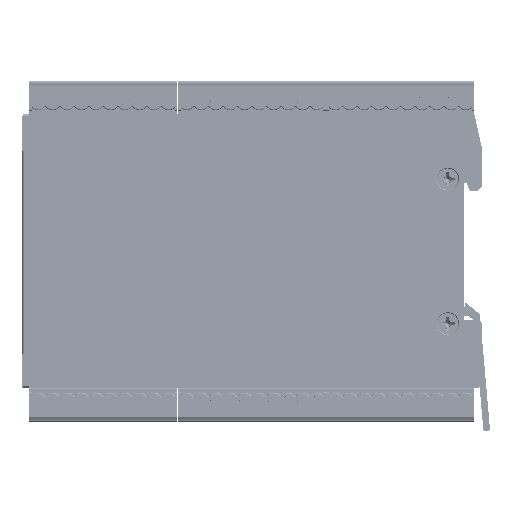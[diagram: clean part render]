
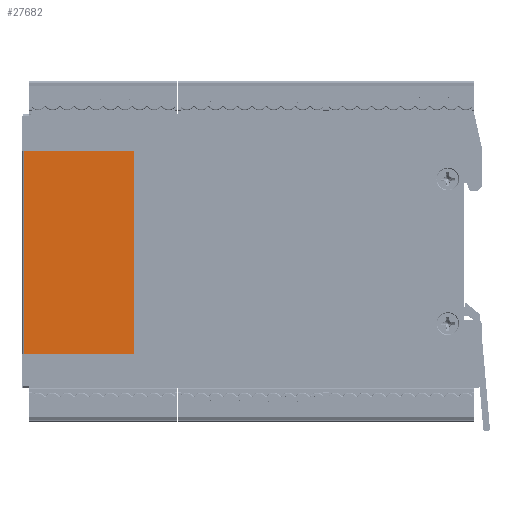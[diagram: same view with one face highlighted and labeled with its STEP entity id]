
A CAD part, top view. The second image highlights one B-rep face of the part: STEP entity #27682.
In plain terms, the highlighted face is planar.
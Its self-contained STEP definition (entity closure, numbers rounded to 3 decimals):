
#1977=PLANE('',#30154);
#3527=FACE_OUTER_BOUND('',#5226,.T.);
#5226=EDGE_LOOP('',(#25603,#25604,#25605,#25606));
#7911=LINE('',#59422,#10702);
#7914=LINE('',#59429,#10705);
#7917=LINE('',#59434,#10708);
#8023=LINE('',#59652,#10814);
#10702=VECTOR('',#37384,10.);
#10705=VECTOR('',#37391,10.);
#10708=VECTOR('',#37396,10.);
#10814=VECTOR('',#37540,10.);
#14016=VERTEX_POINT('',#59413);
#14019=VERTEX_POINT('',#59421);
#14021=VERTEX_POINT('',#59428);
#14022=VERTEX_POINT('',#59432);
#17850=EDGE_CURVE('',#14019,#14016,#7911,.T.);
#17854=EDGE_CURVE('',#14021,#14019,#7914,.T.);
#17857=EDGE_CURVE('',#14016,#14022,#7917,.T.);
#17968=EDGE_CURVE('',#14022,#14021,#8023,.T.);
#25603=ORIENTED_EDGE('',*,*,#17850,.T.);
#25604=ORIENTED_EDGE('',*,*,#17857,.T.);
#25605=ORIENTED_EDGE('',*,*,#17968,.T.);
#25606=ORIENTED_EDGE('',*,*,#17854,.T.);
#27682=ADVANCED_FACE('',(#3527),#1977,.T.);
#30154=AXIS2_PLACEMENT_3D('',#59651,#37538,#37539);
#37384=DIRECTION('',(0.,-1.,0.));
#37391=DIRECTION('',(0.,0.,1.));
#37396=DIRECTION('',(0.,0.,-1.));
#37538=DIRECTION('center_axis',(1.,0.,0.));
#37539=DIRECTION('ref_axis',(0.,0.,-1.));
#37540=DIRECTION('',(0.,1.,0.));
#59413=CARTESIAN_POINT('',(2.85,-42.5,-0.3));
#59421=CARTESIAN_POINT('',(2.85,11.,-0.3));
#59422=CARTESIAN_POINT('',(2.85,-7.875,-0.3));
#59428=CARTESIAN_POINT('',(2.85,11.,-29.171));
#59429=CARTESIAN_POINT('',(2.85,11.,1.129));
#59432=CARTESIAN_POINT('',(2.85,-42.5,-29.171));
#59434=CARTESIAN_POINT('',(2.85,-42.5,-29.171));
#59651=CARTESIAN_POINT('Origin',(2.85,-15.75,1.879));
#59652=CARTESIAN_POINT('',(2.85,11.,-29.171));
